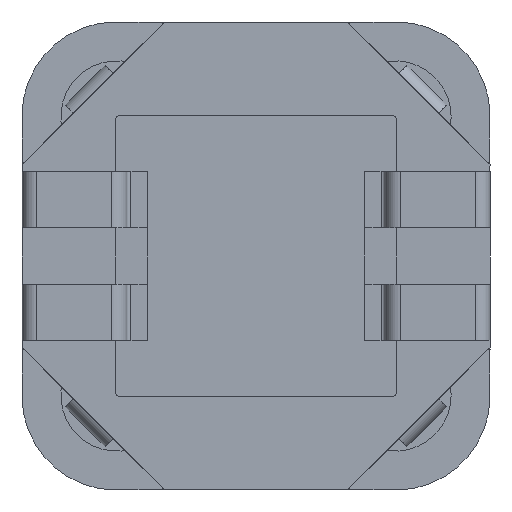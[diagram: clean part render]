
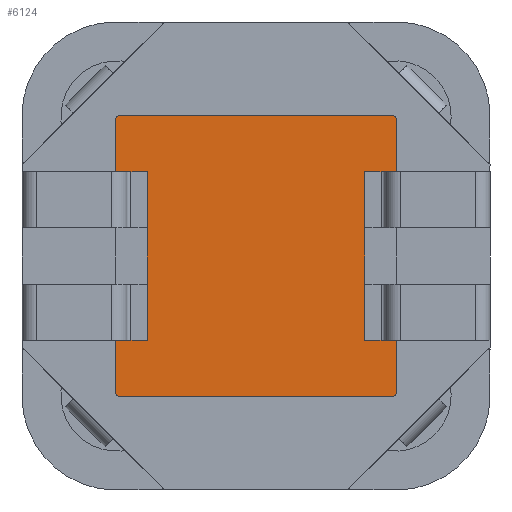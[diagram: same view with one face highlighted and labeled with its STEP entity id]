
A CAD part, front view. The second image highlights one B-rep face of the part: STEP entity #6124.
In plain terms, the highlighted face is planar.
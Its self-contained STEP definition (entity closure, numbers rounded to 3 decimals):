
#679 = ORIENTED_EDGE ( 'NONE', *, *, #5889, .T. ) ;
#712 = ORIENTED_EDGE ( 'NONE', *, *, #5870, .T. ) ;
#720 = ORIENTED_EDGE ( 'NONE', *, *, #5885, .T. ) ;
#724 = ORIENTED_EDGE ( 'NONE', *, *, #5878, .T. ) ;
#739 = ORIENTED_EDGE ( 'NONE', *, *, #5869, .T. ) ;
#744 = ORIENTED_EDGE ( 'NONE', *, *, #5871, .T. ) ;
#759 = ORIENTED_EDGE ( 'NONE', *, *, #5866, .T. ) ;
#760 = ORIENTED_EDGE ( 'NONE', *, *, #5876, .T. ) ;
#764 = ORIENTED_EDGE ( 'NONE', *, *, #5912, .T. ) ;
#778 = ORIENTED_EDGE ( 'NONE', *, *, #5992, .F. ) ;
#782 = ORIENTED_EDGE ( 'NONE', *, *, #5883, .T. ) ;
#798 = ORIENTED_EDGE ( 'NONE', *, *, #5931, .T. ) ;
#908 = ORIENTED_EDGE ( 'NONE', *, *, #5915, .T. ) ;
#928 = ORIENTED_EDGE ( 'NONE', *, *, #5872, .T. ) ;
#947 = ORIENTED_EDGE ( 'NONE', *, *, #5918, .T. ) ;
#973 = ORIENTED_EDGE ( 'NONE', *, *, #5884, .T. ) ;
#1281 = CARTESIAN_POINT ( 'NONE',  ( -3.75, -3.65, -1.7 ) ) ;
#1283 = CARTESIAN_POINT ( 'NONE',  ( -2.9, 2.25, -1.7 ) ) ;
#1285 = CARTESIAN_POINT ( 'NONE',  ( -2.9, -2.25, -1.7 ) ) ;
#1288 = CARTESIAN_POINT ( 'NONE',  ( 3.65, -3.75, -1.7 ) ) ;
#1291 = CARTESIAN_POINT ( 'NONE',  ( -3.65, -3.75, -1.7 ) ) ;
#1306 = CARTESIAN_POINT ( 'NONE',  ( -3.75, -2.25, -1.7 ) ) ;
#1307 = CARTESIAN_POINT ( 'NONE',  ( -3.75, 2.25, -1.7 ) ) ;
#1308 = CARTESIAN_POINT ( 'NONE',  ( 2.9, 2.25, -1.7 ) ) ;
#1309 = CARTESIAN_POINT ( 'NONE',  ( 3.75, 2.25, -1.7 ) ) ;
#1310 = CARTESIAN_POINT ( 'NONE',  ( -3.65, 3.75, -1.7 ) ) ;
#1311 = CARTESIAN_POINT ( 'NONE',  ( 3.75, 3.65, -1.7 ) ) ;
#1312 = CARTESIAN_POINT ( 'NONE',  ( 2.9, -2.25, -1.7 ) ) ;
#1313 = CARTESIAN_POINT ( 'NONE',  ( 3.65, 3.75, -1.7 ) ) ;
#1314 = CARTESIAN_POINT ( 'NONE',  ( -3.75, 3.65, -1.7 ) ) ;
#1327 = CARTESIAN_POINT ( 'NONE',  ( 3.75, -3.65, -1.7 ) ) ;
#1328 = CARTESIAN_POINT ( 'NONE',  ( 3.75, -2.25, -1.7 ) ) ;
#1562 = PLANE ( 'NONE',  #3925 ) ;
#1563 = CARTESIAN_POINT ( 'NONE',  ( -3.65, -3.65, -1.7 ) ) ;
#1564 = DIRECTION ( 'NONE',  ( 0., 0., -1. ) ) ;
#1565 = DIRECTION ( 'NONE',  ( -1., 0., 0. ) ) ;
#3487 = EDGE_LOOP ( 'NONE', ( #947, #908, #928, #798, #764, #739, #744, #760, #759, #712, #724, #782, #778, #679, #973, #720 ) ) ;
#3918 = FACE_OUTER_BOUND ( 'NONE', #3487, .T. ) ;
#3925 = AXIS2_PLACEMENT_3D ( 'NONE', #1563, #1564, #1565 ) ;
#5866 = EDGE_CURVE ( 'NONE', #9786, #9789, #11707, .T. ) ;
#5869 = EDGE_CURVE ( 'NONE', #9759, #9783, #11716, .T. ) ;
#5870 = EDGE_CURVE ( 'NONE', #9789, #9787, #7600, .T. ) ;
#5871 = EDGE_CURVE ( 'NONE', #9783, #9790, #11722, .T. ) ;
#5872 = EDGE_CURVE ( 'NONE', #9757, #9782, #11725, .T. ) ;
#5876 = EDGE_CURVE ( 'NONE', #9790, #9786, #7599, .T. ) ;
#5878 = EDGE_CURVE ( 'NONE', #9787, #9785, #11743, .T. ) ;
#5883 = EDGE_CURVE ( 'NONE', #9785, #9784, #11758, .T. ) ;
#5884 = EDGE_CURVE ( 'NONE', #9804, #9803, #11761, .T. ) ;
#5885 = EDGE_CURVE ( 'NONE', #9803, #9764, #7598, .T. ) ;
#5889 = EDGE_CURVE ( 'NONE', #9788, #9804, #11778, .T. ) ;
#5912 = EDGE_CURVE ( 'NONE', #9761, #9759, #11849, .T. ) ;
#5915 = EDGE_CURVE ( 'NONE', #9767, #9757, #7596, .T. ) ;
#5918 = EDGE_CURVE ( 'NONE', #9764, #9767, #11867, .T. ) ;
#5931 = EDGE_CURVE ( 'NONE', #9782, #9761, #11906, .T. ) ;
#5992 = EDGE_CURVE ( 'NONE', #9788, #9784, #12095, .T. ) ;
#6124 = ADVANCED_FACE ( 'NONE', ( #3918 ), #1562, .T. ) ;
#7596 = CIRCLE ( 'NONE', #8490, 0.1 ) ;
#7598 = CIRCLE ( 'NONE', #8497, 0.1 ) ;
#7599 = CIRCLE ( 'NONE', #8512, 0.1 ) ;
#7600 = CIRCLE ( 'NONE', #8517, 0.1 ) ;
#8466 = VECTOR ( 'NONE', #11869, 1000. ) ;
#8478 = VECTOR ( 'NONE', #11763, 1000. ) ;
#8480 = VECTOR ( 'NONE', #11780, 1000. ) ;
#8487 = VECTOR ( 'NONE', #11709, 1000. ) ;
#8490 = AXIS2_PLACEMENT_3D ( 'NONE', #11827, #11858, #11859 ) ;
#8497 = AXIS2_PLACEMENT_3D ( 'NONE', #11739, #11764, #11765 ) ;
#8498 = VECTOR ( 'NONE', #11724, 1000. ) ;
#8503 = VECTOR ( 'NONE', #11851, 1000. ) ;
#8508 = VECTOR ( 'NONE', #11718, 1000. ) ;
#8509 = VECTOR ( 'NONE', #11745, 1000. ) ;
#8512 = AXIS2_PLACEMENT_3D ( 'NONE', #11721, #11737, #11738 ) ;
#8514 = VECTOR ( 'NONE', #11760, 1000. ) ;
#8516 = VECTOR ( 'NONE', #11727, 1000. ) ;
#8517 = AXIS2_PLACEMENT_3D ( 'NONE', #11703, #11719, #11720 ) ;
#9757 = VERTEX_POINT ( 'NONE', #1281 ) ;
#9759 = VERTEX_POINT ( 'NONE', #1283 ) ;
#9761 = VERTEX_POINT ( 'NONE', #1285 ) ;
#9764 = VERTEX_POINT ( 'NONE', #1288 ) ;
#9767 = VERTEX_POINT ( 'NONE', #1291 ) ;
#9782 = VERTEX_POINT ( 'NONE', #1306 ) ;
#9783 = VERTEX_POINT ( 'NONE', #1307 ) ;
#9784 = VERTEX_POINT ( 'NONE', #1308 ) ;
#9785 = VERTEX_POINT ( 'NONE', #1309 ) ;
#9786 = VERTEX_POINT ( 'NONE', #1310 ) ;
#9787 = VERTEX_POINT ( 'NONE', #1311 ) ;
#9788 = VERTEX_POINT ( 'NONE', #1312 ) ;
#9789 = VERTEX_POINT ( 'NONE', #1313 ) ;
#9790 = VERTEX_POINT ( 'NONE', #1314 ) ;
#9803 = VERTEX_POINT ( 'NONE', #1327 ) ;
#9804 = VERTEX_POINT ( 'NONE', #1328 ) ;
#10522 = VECTOR ( 'NONE', #11908, 1000. ) ;
#10576 = VECTOR ( 'NONE', #12097, 1000. ) ;
#11703 = CARTESIAN_POINT ( 'NONE',  ( 3.65, 3.65, -1.7 ) ) ;
#11707 = LINE ( 'NONE', #11708, #8487 ) ;
#11708 = CARTESIAN_POINT ( 'NONE',  ( -3.65, 3.75, -1.7 ) ) ;
#11709 = DIRECTION ( 'NONE',  ( 1., 0., 0. ) ) ;
#11716 = LINE ( 'NONE', #11717, #8508 ) ;
#11717 = CARTESIAN_POINT ( 'NONE',  ( -3.65, 2.25, -1.7 ) ) ;
#11718 = DIRECTION ( 'NONE',  ( -1., 0., 0. ) ) ;
#11719 = DIRECTION ( 'NONE',  ( 0., 0., -1. ) ) ;
#11720 = DIRECTION ( 'NONE',  ( 1., 0., 0. ) ) ;
#11721 = CARTESIAN_POINT ( 'NONE',  ( -3.65, 3.65, -1.7 ) ) ;
#11722 = LINE ( 'NONE', #11723, #8498 ) ;
#11723 = CARTESIAN_POINT ( 'NONE',  ( -3.75, -3.65, -1.7 ) ) ;
#11724 = DIRECTION ( 'NONE',  ( 0., 1., 0. ) ) ;
#11725 = LINE ( 'NONE', #11726, #8516 ) ;
#11726 = CARTESIAN_POINT ( 'NONE',  ( -3.75, -3.65, -1.7 ) ) ;
#11727 = DIRECTION ( 'NONE',  ( 0., 1., 0. ) ) ;
#11737 = DIRECTION ( 'NONE',  ( 0., 0., -1. ) ) ;
#11738 = DIRECTION ( 'NONE',  ( 1., 0., 0. ) ) ;
#11739 = CARTESIAN_POINT ( 'NONE',  ( 3.65, -3.65, -1.7 ) ) ;
#11743 = LINE ( 'NONE', #11744, #8509 ) ;
#11744 = CARTESIAN_POINT ( 'NONE',  ( 3.75, 3.65, -1.7 ) ) ;
#11745 = DIRECTION ( 'NONE',  ( 0., -1., 0. ) ) ;
#11758 = LINE ( 'NONE', #11759, #8514 ) ;
#11759 = CARTESIAN_POINT ( 'NONE',  ( -3.65, 2.25, -1.7 ) ) ;
#11760 = DIRECTION ( 'NONE',  ( -1., 0., 0. ) ) ;
#11761 = LINE ( 'NONE', #11762, #8478 ) ;
#11762 = CARTESIAN_POINT ( 'NONE',  ( 3.75, -3.65, -1.7 ) ) ;
#11763 = DIRECTION ( 'NONE',  ( 0., -1., 0. ) ) ;
#11764 = DIRECTION ( 'NONE',  ( 0., 0., -1. ) ) ;
#11765 = DIRECTION ( 'NONE',  ( 1., 0., 0. ) ) ;
#11778 = LINE ( 'NONE', #11779, #8480 ) ;
#11779 = CARTESIAN_POINT ( 'NONE',  ( -3.65, -2.25, -1.7 ) ) ;
#11780 = DIRECTION ( 'NONE',  ( 1., 0., 0. ) ) ;
#11827 = CARTESIAN_POINT ( 'NONE',  ( -3.65, -3.65, -1.7 ) ) ;
#11849 = LINE ( 'NONE', #11850, #8503 ) ;
#11850 = CARTESIAN_POINT ( 'NONE',  ( -2.9, -3.65, -1.7 ) ) ;
#11851 = DIRECTION ( 'NONE',  ( 0., 1., 0. ) ) ;
#11858 = DIRECTION ( 'NONE',  ( 0., 0., -1. ) ) ;
#11859 = DIRECTION ( 'NONE',  ( 1., 0., 0. ) ) ;
#11867 = LINE ( 'NONE', #11868, #8466 ) ;
#11868 = CARTESIAN_POINT ( 'NONE',  ( 3.65, -3.75, -1.7 ) ) ;
#11869 = DIRECTION ( 'NONE',  ( -1., 0., 0. ) ) ;
#11906 = LINE ( 'NONE', #11907, #10522 ) ;
#11907 = CARTESIAN_POINT ( 'NONE',  ( -3.65, -2.25, -1.7 ) ) ;
#11908 = DIRECTION ( 'NONE',  ( 1., 0., 0. ) ) ;
#12095 = LINE ( 'NONE', #12096, #10576 ) ;
#12096 = CARTESIAN_POINT ( 'NONE',  ( 2.9, -3.961, -1.7 ) ) ;
#12097 = DIRECTION ( 'NONE',  ( 0., 1., 0. ) ) ;
